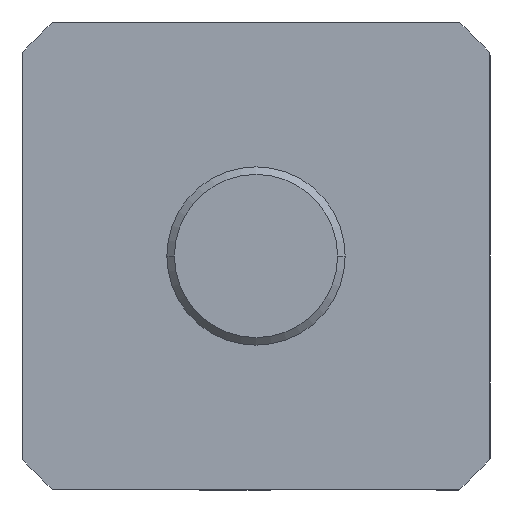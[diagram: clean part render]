
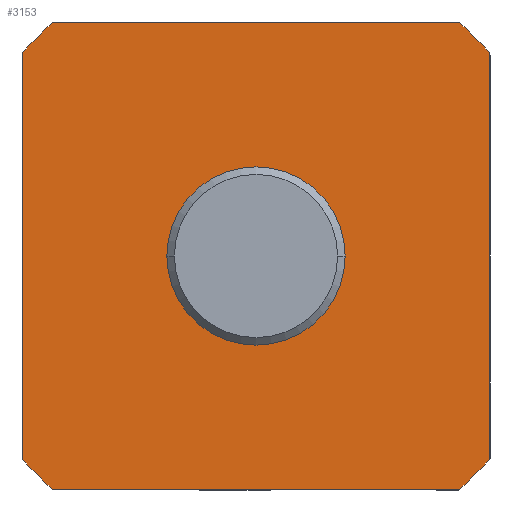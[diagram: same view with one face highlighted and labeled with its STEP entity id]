
A CAD part, left-side view. The second image highlights one B-rep face of the part: STEP entity #3153.
In plain terms, the highlighted planar face has unit normal (-1, 0, 0).
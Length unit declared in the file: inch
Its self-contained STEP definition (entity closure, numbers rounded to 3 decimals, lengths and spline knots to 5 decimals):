
#3072 = ORIENTED_EDGE ( 'NONE', *, *, #3143, .T. ) ;
#3074 = ORIENTED_EDGE ( 'NONE', *, *, #3163, .T. ) ;
#3075 = ORIENTED_EDGE ( 'NONE', *, *, #3584, .T. ) ;
#3076 = EDGE_CURVE ( 'NONE', #3660, #3110, #11609, .T. ) ;
#3080 = ORIENTED_EDGE ( 'NONE', *, *, #3076, .T. ) ;
#3109 = VERTEX_POINT ( 'NONE', #13103 ) ;
#3110 = VERTEX_POINT ( 'NONE', #13136 ) ;
#3142 = VERTEX_POINT ( 'NONE', #13332 ) ;
#3143 = EDGE_CURVE ( 'NONE', #3166, #3142, #12586, .T. ) ;
#3153 = ADVANCED_FACE ( 'NONE', ( #13484, #13365 ), #13402, .T. ) ;
#3155 = ORIENTED_EDGE ( 'NONE', *, *, #3240, .F. ) ;
#3156 = EDGE_CURVE ( 'NONE', #3109, #3166, #13475, .T. ) ;
#3157 = EDGE_LOOP ( 'NONE', ( #3158, #3161, #3072, #3074, #3716, #3159, #3075, #3080 ) ) ;
#3158 = ORIENTED_EDGE ( 'NONE', *, *, #3185, .T. ) ;
#3159 = ORIENTED_EDGE ( 'NONE', *, *, #3160, .T. ) ;
#3160 = EDGE_CURVE ( 'NONE', #3594, #3237, #13555, .T. ) ;
#3161 = ORIENTED_EDGE ( 'NONE', *, *, #3156, .T. ) ;
#3163 = EDGE_CURVE ( 'NONE', #3142, #3589, #13547, .T. ) ;
#3166 = VERTEX_POINT ( 'NONE', #13498 ) ;
#3185 = EDGE_CURVE ( 'NONE', #3110, #3109, #13700, .T. ) ;
#3195 = VERTEX_POINT ( 'NONE', #13876 ) ;
#3196 = VERTEX_POINT ( 'NONE', #13865 ) ;
#3237 = VERTEX_POINT ( 'NONE', #12395 ) ;
#3240 = EDGE_CURVE ( 'NONE', #3195, #3196, #12421, .T. ) ;
#3584 = EDGE_CURVE ( 'NONE', #3237, #3660, #7807, .T. ) ;
#3589 = VERTEX_POINT ( 'NONE', #7877 ) ;
#3590 = ORIENTED_EDGE ( 'NONE', *, *, #3715, .F. ) ;
#3594 = VERTEX_POINT ( 'NONE', #7812 ) ;
#3660 = VERTEX_POINT ( 'NONE', #8207 ) ;
#3712 = EDGE_LOOP ( 'NONE', ( #3155, #3590 ) ) ;
#3713 = EDGE_CURVE ( 'NONE', #3589, #3594, #4065, .T. ) ;
#3715 = EDGE_CURVE ( 'NONE', #3196, #3195, #3986, .T. ) ;
#3716 = ORIENTED_EDGE ( 'NONE', *, *, #3713, .T. ) ;
#3986 = CIRCLE ( 'NONE', #4021, 0.10811 ) ;
#4021 = AXIS2_PLACEMENT_3D ( 'NONE', #4037, #4057, #4056 ) ;
#4037 = CARTESIAN_POINT ( 'NONE',  ( -0.295, 0., 0. ) ) ;
#4056 = DIRECTION ( 'NONE',  ( 0., -1., 0. ) ) ;
#4057 = DIRECTION ( 'NONE',  ( -1., 0., 0. ) ) ;
#4062 = DIRECTION ( 'NONE',  ( 0., -1., 0. ) ) ;
#4063 = VECTOR ( 'NONE', #4062, 39.37008 ) ;
#4064 = CARTESIAN_POINT ( 'NONE',  ( -0.295, 0.31, -0.31 ) ) ;
#4065 = LINE ( 'NONE', #4064, #4063 ) ;
#7729 = CARTESIAN_POINT ( 'NONE',  ( -0.295, -0.31, -0.31 ) ) ;
#7804 = DIRECTION ( 'NONE',  ( 0., 0., 1. ) ) ;
#7805 = VECTOR ( 'NONE', #7804, 39.37008 ) ;
#7807 = LINE ( 'NONE', #7729, #7805 ) ;
#7812 = CARTESIAN_POINT ( 'NONE',  ( -0.295, -0.26833, -0.31 ) ) ;
#7877 = CARTESIAN_POINT ( 'NONE',  ( -0.295, 0.26833, -0.31 ) ) ;
#8207 = CARTESIAN_POINT ( 'NONE',  ( -0.295, -0.31, 0.26833 ) ) ;
#11609 = CIRCLE ( 'NONE', #11640, 0.41 ) ;
#11611 = CARTESIAN_POINT ( 'NONE',  ( -0.295, 0., 0. ) ) ;
#11638 = DIRECTION ( 'NONE',  ( 0., 0., 1. ) ) ;
#11639 = DIRECTION ( 'NONE',  ( -1., 0., 0. ) ) ;
#11640 = AXIS2_PLACEMENT_3D ( 'NONE', #11611, #11639, #11638 ) ;
#12395 = CARTESIAN_POINT ( 'NONE',  ( -0.295, -0.31, -0.26833 ) ) ;
#12421 = CIRCLE ( 'NONE', #12445, 0.10811 ) ;
#12437 = DIRECTION ( 'NONE',  ( 0., -1., 0. ) ) ;
#12438 = DIRECTION ( 'NONE',  ( -1., 0., 0. ) ) ;
#12439 = CARTESIAN_POINT ( 'NONE',  ( -0.295, 0., 0. ) ) ;
#12445 = AXIS2_PLACEMENT_3D ( 'NONE', #12439, #12438, #12437 ) ;
#12583 = DIRECTION ( 'NONE',  ( 0., 0., -1. ) ) ;
#12584 = VECTOR ( 'NONE', #12583, 39.37008 ) ;
#12586 = LINE ( 'NONE', #12632, #12584 ) ;
#12632 = CARTESIAN_POINT ( 'NONE',  ( -0.295, 0.31, -0.31 ) ) ;
#13103 = CARTESIAN_POINT ( 'NONE',  ( -0.295, 0.26833, 0.31 ) ) ;
#13136 = CARTESIAN_POINT ( 'NONE',  ( -0.295, -0.26833, 0.31 ) ) ;
#13332 = CARTESIAN_POINT ( 'NONE',  ( -0.295, 0.31, -0.26833 ) ) ;
#13365 = FACE_OUTER_BOUND ( 'NONE', #3157, .T. ) ;
#13402 = PLANE ( 'NONE',  #13405 ) ;
#13405 = AXIS2_PLACEMENT_3D ( 'NONE', #13563, #13562, #13560 ) ;
#13474 = AXIS2_PLACEMENT_3D ( 'NONE', #13553, #13551, #13550 ) ;
#13475 = CIRCLE ( 'NONE', #13474, 0.41 ) ;
#13484 = FACE_BOUND ( 'NONE', #3712, .T. ) ;
#13498 = CARTESIAN_POINT ( 'NONE',  ( -0.295, 0.31, 0.26833 ) ) ;
#13513 = DIRECTION ( 'NONE',  ( 0., 0., 1. ) ) ;
#13515 = DIRECTION ( 'NONE',  ( -1., 0., 0. ) ) ;
#13516 = CARTESIAN_POINT ( 'NONE',  ( -0.295, 0., 0. ) ) ;
#13517 = AXIS2_PLACEMENT_3D ( 'NONE', #13516, #13515, #13513 ) ;
#13532 = DIRECTION ( 'NONE',  ( 0., 0., 1. ) ) ;
#13536 = DIRECTION ( 'NONE',  ( -1., 0., 0. ) ) ;
#13537 = CARTESIAN_POINT ( 'NONE',  ( -0.295, 0., 0. ) ) ;
#13539 = AXIS2_PLACEMENT_3D ( 'NONE', #13537, #13536, #13532 ) ;
#13547 = CIRCLE ( 'NONE', #13517, 0.41 ) ;
#13550 = DIRECTION ( 'NONE',  ( 0., 0., 1. ) ) ;
#13551 = DIRECTION ( 'NONE',  ( -1., 0., 0. ) ) ;
#13553 = CARTESIAN_POINT ( 'NONE',  ( -0.295, 0., 0. ) ) ;
#13555 = CIRCLE ( 'NONE', #13539, 0.41 ) ;
#13560 = DIRECTION ( 'NONE',  ( 0., 0., 1. ) ) ;
#13562 = DIRECTION ( 'NONE',  ( -1., 0., 0. ) ) ;
#13563 = CARTESIAN_POINT ( 'NONE',  ( -0.295, -0.31, -0.31 ) ) ;
#13695 = VECTOR ( 'NONE', #13806, 39.37008 ) ;
#13699 = CARTESIAN_POINT ( 'NONE',  ( -0.295, 0.31, 0.31 ) ) ;
#13700 = LINE ( 'NONE', #13699, #13695 ) ;
#13806 = DIRECTION ( 'NONE',  ( 0., 1., 0. ) ) ;
#13865 = CARTESIAN_POINT ( 'NONE',  ( -0.295, 0.10811, 0. ) ) ;
#13876 = CARTESIAN_POINT ( 'NONE',  ( -0.295, -0.10811, 0. ) ) ;
